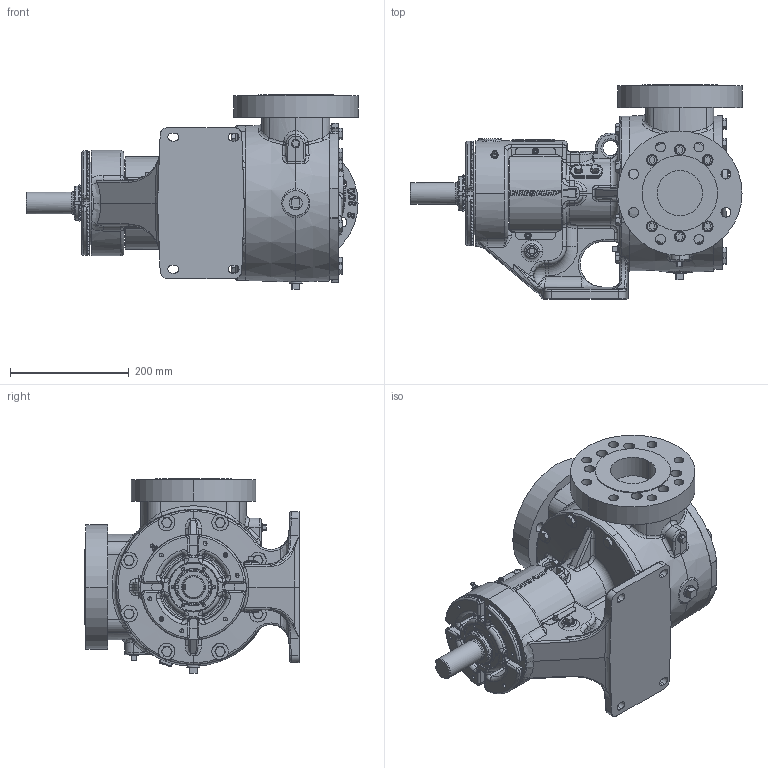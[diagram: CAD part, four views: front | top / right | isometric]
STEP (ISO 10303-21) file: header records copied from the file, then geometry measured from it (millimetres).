
FILE_DESCRIPTION (( 'STEP AP214' ), '1' );
FILE_NAME ('LV-4544.STEP', '2024-04-15T15:00:00', ( '' ), ( '' ), 'SwSTEP 2.0', 'SolidWorks 2022', '' );
FILE_SCHEMA (( 'AUTOMOTIVE_DESIGN' ));
Length unit declared in the file: inch
Products named in the file (1): LV-4544
Bounding box: 558.95 x 360.36 x 327.72 mm (x, y, z)
Volume: 16607794.6 mm3; surface area: 924636.2 mm2
Topology: 1 solids, 13 shells, 4486 faces, 11445 edges, 7172 vertices
Faces by surface type: plane 1509, bspline 1271, cylinder 958, cone 607, torus 83, sphere 58
Entity records: 251432 total; most frequent: CARTESIAN_POINT 95944, ORIENTED_EDGE 22728, DIRECTION 16354, EDGE_CURVE 11364, VERTEX_POINT 7169, AXIS2_PLACEMENT_3D 6172, EDGE_LOOP 4829, DIMENSIONAL_EXPONENTS 4489
